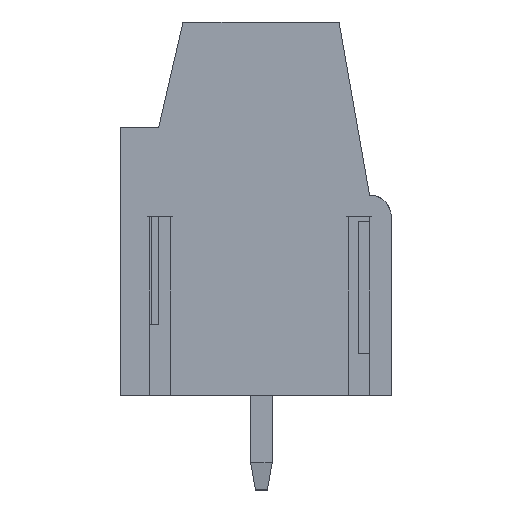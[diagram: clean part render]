
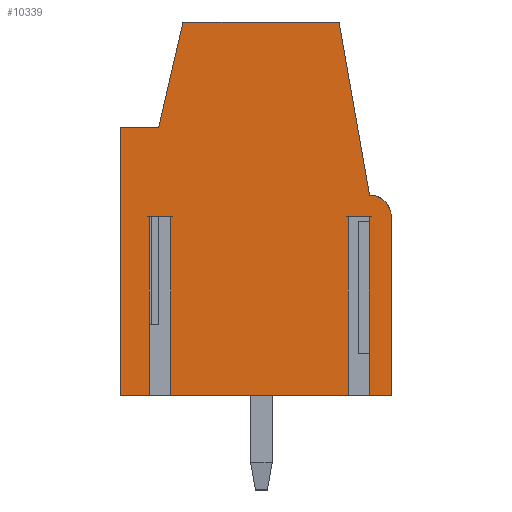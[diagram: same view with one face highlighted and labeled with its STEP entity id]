
A CAD part, left-side view. The second image highlights one B-rep face of the part: STEP entity #10339.
In plain terms, the highlighted planar face has unit normal (-1, 0, 0).
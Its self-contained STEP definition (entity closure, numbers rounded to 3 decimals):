
#10276=AXIS2_PLACEMENT_3D('Plane Axis2P3D',#10273,#10274,#10275) ;
#9251=CARTESIAN_POINT('Vertex',(0.,0.,3.5)) ;
#9254=CARTESIAN_POINT('Line Origine',(0.,0.405,3.5)) ;
#9258=CARTESIAN_POINT('Vertex',(0.,0.81,3.5)) ;
#9279=CARTESIAN_POINT('Vertex',(0.,1.59,3.5)) ;
#9282=CARTESIAN_POINT('Line Origine',(0.,4.875,3.5)) ;
#9286=CARTESIAN_POINT('Vertex',(0.,8.16,3.5)) ;
#9307=CARTESIAN_POINT('Vertex',(0.,8.94,3.5)) ;
#9310=CARTESIAN_POINT('Line Origine',(0.,9.47,3.5)) ;
#9314=CARTESIAN_POINT('Vertex',(0.,10.,3.5)) ;
#9758=CARTESIAN_POINT('Line Origine',(0.,10.,8.45)) ;
#9762=CARTESIAN_POINT('Vertex',(0.,10.,13.4)) ;
#9909=CARTESIAN_POINT('Vertex',(0.,8.6,13.4)) ;
#9912=CARTESIAN_POINT('Line Origine',(0.,8.15,15.35)) ;
#9916=CARTESIAN_POINT('Vertex',(0.,7.7,17.3)) ;
#9947=CARTESIAN_POINT('Line Origine',(0.,4.814,17.3)) ;
#9951=CARTESIAN_POINT('Vertex',(0.,1.928,17.3)) ;
#10014=CARTESIAN_POINT('Line Origine',(0.,1.364,14.1)) ;
#10018=CARTESIAN_POINT('Vertex',(0.,0.8,10.9)) ;
#10046=CARTESIAN_POINT('Control Point',(0.,0.,10.1)) ;
#10047=CARTESIAN_POINT('Control Point',(0.,0.,10.414)) ;
#10048=CARTESIAN_POINT('Control Point',(0.,0.168,10.732)) ;
#10049=CARTESIAN_POINT('Control Point',(0.,0.486,10.9)) ;
#10050=CARTESIAN_POINT('Control Point',(0.,0.8,10.9)) ;
#10051=CARTESIAN_POINT('Vertex',(0.,0.,10.1)) ;
#10080=CARTESIAN_POINT('Line Origine',(0.,0.,6.8)) ;
#10273=CARTESIAN_POINT('Axis2P3D Location',(0.,10.,0.3)) ;
#10278=CARTESIAN_POINT('Line Origine',(0.,1.59,6.8)) ;
#10282=CARTESIAN_POINT('Vertex',(0.,1.59,10.1)) ;
#10285=CARTESIAN_POINT('Line Origine',(0.,1.2,10.1)) ;
#10289=CARTESIAN_POINT('Vertex',(0.,0.81,10.1)) ;
#10292=CARTESIAN_POINT('Line Origine',(0.,0.81,6.8)) ;
#10297=CARTESIAN_POINT('Line Origine',(0.,9.3,13.4)) ;
#10302=CARTESIAN_POINT('Line Origine',(0.,8.94,6.8)) ;
#10306=CARTESIAN_POINT('Vertex',(0.,8.94,10.1)) ;
#10309=CARTESIAN_POINT('Line Origine',(0.,8.55,10.1)) ;
#10313=CARTESIAN_POINT('Vertex',(0.,8.16,10.1)) ;
#10316=CARTESIAN_POINT('Line Origine',(0.,8.16,6.8)) ;
#9255=DIRECTION('Vector Direction',(0.,-1.,0.)) ;
#9283=DIRECTION('Vector Direction',(0.,-1.,0.)) ;
#9311=DIRECTION('Vector Direction',(0.,-1.,0.)) ;
#9759=DIRECTION('Vector Direction',(0.,0.,-1.)) ;
#9913=DIRECTION('Vector Direction',(0.,0.225,-0.974)) ;
#9948=DIRECTION('Vector Direction',(0.,1.,0.)) ;
#10015=DIRECTION('Vector Direction',(0.,0.174,0.985)) ;
#10081=DIRECTION('Vector Direction',(0.,0.,1.)) ;
#10274=DIRECTION('Axis2P3D Direction',(-1.,0.,0.)) ;
#10275=DIRECTION('Axis2P3D XDirection',(0.,1.,0.)) ;
#10279=DIRECTION('Vector Direction',(0.,0.,1.)) ;
#10286=DIRECTION('Vector Direction',(0.,1.,0.)) ;
#10293=DIRECTION('Vector Direction',(0.,0.,1.)) ;
#10298=DIRECTION('Vector Direction',(0.,1.,0.)) ;
#10303=DIRECTION('Vector Direction',(0.,0.,1.)) ;
#10310=DIRECTION('Vector Direction',(0.,1.,0.)) ;
#10317=DIRECTION('Vector Direction',(0.,0.,1.)) ;
#9256=VECTOR('Line Direction',#9255,1.) ;
#9284=VECTOR('Line Direction',#9283,1.) ;
#9312=VECTOR('Line Direction',#9311,1.) ;
#9760=VECTOR('Line Direction',#9759,1.) ;
#9914=VECTOR('Line Direction',#9913,1.) ;
#9949=VECTOR('Line Direction',#9948,1.) ;
#10016=VECTOR('Line Direction',#10015,1.) ;
#10082=VECTOR('Line Direction',#10081,1.) ;
#10280=VECTOR('Line Direction',#10279,1.) ;
#10287=VECTOR('Line Direction',#10286,1.) ;
#10294=VECTOR('Line Direction',#10293,1.) ;
#10299=VECTOR('Line Direction',#10298,1.) ;
#10304=VECTOR('Line Direction',#10303,1.) ;
#10311=VECTOR('Line Direction',#10310,1.) ;
#10318=VECTOR('Line Direction',#10317,1.) ;
#10322=ORIENTED_EDGE('',*,*,#9288,.T.) ;
#10323=ORIENTED_EDGE('',*,*,#10284,.T.) ;
#10324=ORIENTED_EDGE('',*,*,#10291,.F.) ;
#10325=ORIENTED_EDGE('',*,*,#10296,.F.) ;
#10326=ORIENTED_EDGE('',*,*,#9260,.T.) ;
#10327=ORIENTED_EDGE('',*,*,#10084,.T.) ;
#10328=ORIENTED_EDGE('',*,*,#10053,.T.) ;
#10329=ORIENTED_EDGE('',*,*,#10020,.T.) ;
#10330=ORIENTED_EDGE('',*,*,#9953,.T.) ;
#10331=ORIENTED_EDGE('',*,*,#9918,.T.) ;
#10332=ORIENTED_EDGE('',*,*,#10301,.T.) ;
#10333=ORIENTED_EDGE('',*,*,#9764,.T.) ;
#10334=ORIENTED_EDGE('',*,*,#9316,.T.) ;
#10335=ORIENTED_EDGE('',*,*,#10308,.T.) ;
#10336=ORIENTED_EDGE('',*,*,#10315,.F.) ;
#10337=ORIENTED_EDGE('',*,*,#10320,.F.) ;
#10339=ADVANCED_FACE('HOUSING',(#10338),#10277,.T.) ;
#10045=B_SPLINE_CURVE_WITH_KNOTS('',4,(#10046,#10047,#10048,#10049,#10050),.UNSPECIFIED.,.F.,.U.,(5,5),(-0.628,0.628),.UNSPECIFIED.) ;
#9260=EDGE_CURVE('',#9259,#9252,#9257,.T.) ;
#9288=EDGE_CURVE('',#9287,#9280,#9285,.T.) ;
#9316=EDGE_CURVE('',#9315,#9308,#9313,.T.) ;
#9764=EDGE_CURVE('',#9763,#9315,#9761,.T.) ;
#9918=EDGE_CURVE('',#9917,#9910,#9915,.T.) ;
#9953=EDGE_CURVE('',#9952,#9917,#9950,.T.) ;
#10020=EDGE_CURVE('',#10019,#9952,#10017,.T.) ;
#10053=EDGE_CURVE('',#10052,#10019,#10045,.T.) ;
#10084=EDGE_CURVE('',#9252,#10052,#10083,.T.) ;
#10284=EDGE_CURVE('',#9280,#10283,#10281,.T.) ;
#10291=EDGE_CURVE('',#10290,#10283,#10288,.T.) ;
#10296=EDGE_CURVE('',#9259,#10290,#10295,.T.) ;
#10301=EDGE_CURVE('',#9910,#9763,#10300,.T.) ;
#10308=EDGE_CURVE('',#9308,#10307,#10305,.T.) ;
#10315=EDGE_CURVE('',#10314,#10307,#10312,.T.) ;
#10320=EDGE_CURVE('',#9287,#10314,#10319,.T.) ;
#10321=EDGE_LOOP('',(#10322,#10323,#10324,#10325,#10326,#10327,#10328,#10329,#10330,#10331,#10332,#10333,#10334,#10335,#10336,#10337)) ;
#10338=FACE_OUTER_BOUND('',#10321,.T.) ;
#9257=LINE('Line',#9254,#9256) ;
#9285=LINE('Line',#9282,#9284) ;
#9313=LINE('Line',#9310,#9312) ;
#9761=LINE('Line',#9758,#9760) ;
#9915=LINE('Line',#9912,#9914) ;
#9950=LINE('Line',#9947,#9949) ;
#10017=LINE('Line',#10014,#10016) ;
#10083=LINE('Line',#10080,#10082) ;
#10281=LINE('Line',#10278,#10280) ;
#10288=LINE('Line',#10285,#10287) ;
#10295=LINE('Line',#10292,#10294) ;
#10300=LINE('Line',#10297,#10299) ;
#10305=LINE('Line',#10302,#10304) ;
#10312=LINE('Line',#10309,#10311) ;
#10319=LINE('Line',#10316,#10318) ;
#10277=PLANE('',#10276) ;
#9252=VERTEX_POINT('',#9251) ;
#9259=VERTEX_POINT('',#9258) ;
#9280=VERTEX_POINT('',#9279) ;
#9287=VERTEX_POINT('',#9286) ;
#9308=VERTEX_POINT('',#9307) ;
#9315=VERTEX_POINT('',#9314) ;
#9763=VERTEX_POINT('',#9762) ;
#9910=VERTEX_POINT('',#9909) ;
#9917=VERTEX_POINT('',#9916) ;
#9952=VERTEX_POINT('',#9951) ;
#10019=VERTEX_POINT('',#10018) ;
#10052=VERTEX_POINT('',#10051) ;
#10283=VERTEX_POINT('',#10282) ;
#10290=VERTEX_POINT('',#10289) ;
#10307=VERTEX_POINT('',#10306) ;
#10314=VERTEX_POINT('',#10313) ;
